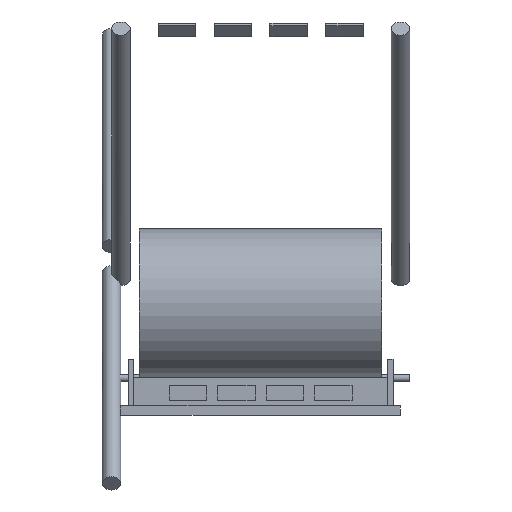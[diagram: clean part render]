
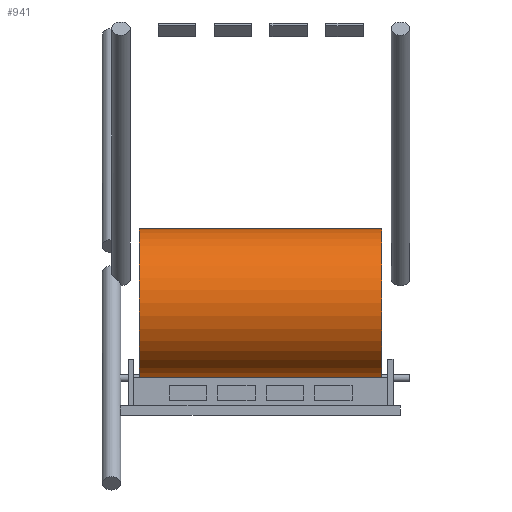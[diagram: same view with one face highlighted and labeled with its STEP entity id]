
A CAD part, front view. The second image highlights one B-rep face of the part: STEP entity #941.
In plain terms, the highlighted cylindrical face has radius 40 mm (diameter 80 mm), a full revolution.
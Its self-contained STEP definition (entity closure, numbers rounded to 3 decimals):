
#941 = ADVANCED_FACE('',(#942),#956,.T.);
#942 = FACE_BOUND('',#943,.F.);
#943 = EDGE_LOOP('',(#944,#974,#1001,#1002));
#944 = ORIENTED_EDGE('',*,*,#945,.T.);
#945 = EDGE_CURVE('',#946,#948,#950,.T.);
#946 = VERTEX_POINT('',#947);
#947 = CARTESIAN_POINT('',(-65.,40.,55.));
#948 = VERTEX_POINT('',#949);
#949 = CARTESIAN_POINT('',(65.,40.,55.));
#950 = SEAM_CURVE('',#951,(#955,#967),.PCURVE_S1.);
#951 = LINE('',#952,#953);
#952 = CARTESIAN_POINT('',(-65.,40.,55.));
#953 = VECTOR('',#954,1.);
#954 = DIRECTION('',(1.,0.,0.));
#955 = PCURVE('',#956,#961);
#956 = CYLINDRICAL_SURFACE('',#957,40.);
#957 = AXIS2_PLACEMENT_3D('',#958,#959,#960);
#958 = CARTESIAN_POINT('',(-65.,0.,55.));
#959 = DIRECTION('',(-1.,-0.,-0.));
#960 = DIRECTION('',(0.,1.,0.));
#961 = DEFINITIONAL_REPRESENTATION('',(#962),#966);
#962 = LINE('',#963,#964);
#963 = CARTESIAN_POINT('',(-0.,0.));
#964 = VECTOR('',#965,1.);
#965 = DIRECTION('',(-0.,-1.));
#966 = ( GEOMETRIC_REPRESENTATION_CONTEXT(2) 
PARAMETRIC_REPRESENTATION_CONTEXT() REPRESENTATION_CONTEXT('2D SPACE',''
  ) );
#967 = PCURVE('',#956,#968);
#968 = DEFINITIONAL_REPRESENTATION('',(#969),#973);
#969 = LINE('',#970,#971);
#970 = CARTESIAN_POINT('',(-6.283,0.));
#971 = VECTOR('',#972,1.);
#972 = DIRECTION('',(-0.,-1.));
#973 = ( GEOMETRIC_REPRESENTATION_CONTEXT(2) 
PARAMETRIC_REPRESENTATION_CONTEXT() REPRESENTATION_CONTEXT('2D SPACE',''
  ) );
#974 = ORIENTED_EDGE('',*,*,#975,.T.);
#975 = EDGE_CURVE('',#948,#948,#976,.T.);
#976 = SURFACE_CURVE('',#977,(#982,#989),.PCURVE_S1.);
#977 = CIRCLE('',#978,40.);
#978 = AXIS2_PLACEMENT_3D('',#979,#980,#981);
#979 = CARTESIAN_POINT('',(65.,0.,55.));
#980 = DIRECTION('',(1.,0.,0.));
#981 = DIRECTION('',(0.,1.,0.));
#982 = PCURVE('',#956,#983);
#983 = DEFINITIONAL_REPRESENTATION('',(#984),#988);
#984 = LINE('',#985,#986);
#985 = CARTESIAN_POINT('',(-0.,-130.));
#986 = VECTOR('',#987,1.);
#987 = DIRECTION('',(-1.,0.));
#988 = ( GEOMETRIC_REPRESENTATION_CONTEXT(2) 
PARAMETRIC_REPRESENTATION_CONTEXT() REPRESENTATION_CONTEXT('2D SPACE',''
  ) );
#989 = PCURVE('',#990,#995);
#990 = PLANE('',#991);
#991 = AXIS2_PLACEMENT_3D('',#992,#993,#994);
#992 = CARTESIAN_POINT('',(65.,0.,55.));
#993 = DIRECTION('',(1.,0.,0.));
#994 = DIRECTION('',(-0.,0.,1.));
#995 = DEFINITIONAL_REPRESENTATION('',(#996),#1000);
#996 = CIRCLE('',#997,40.);
#997 = AXIS2_PLACEMENT_2D('',#998,#999);
#998 = CARTESIAN_POINT('',(0.,0.));
#999 = DIRECTION('',(0.,-1.));
#1000 = ( GEOMETRIC_REPRESENTATION_CONTEXT(2) 
PARAMETRIC_REPRESENTATION_CONTEXT() REPRESENTATION_CONTEXT('2D SPACE',''
  ) );
#1001 = ORIENTED_EDGE('',*,*,#945,.F.);
#1002 = ORIENTED_EDGE('',*,*,#1003,.F.);
#1003 = EDGE_CURVE('',#946,#946,#1004,.T.);
#1004 = SURFACE_CURVE('',#1005,(#1010,#1017),.PCURVE_S1.);
#1005 = CIRCLE('',#1006,40.);
#1006 = AXIS2_PLACEMENT_3D('',#1007,#1008,#1009);
#1007 = CARTESIAN_POINT('',(-65.,0.,55.));
#1008 = DIRECTION('',(1.,0.,0.));
#1009 = DIRECTION('',(0.,1.,0.));
#1010 = PCURVE('',#956,#1011);
#1011 = DEFINITIONAL_REPRESENTATION('',(#1012),#1016);
#1012 = LINE('',#1013,#1014);
#1013 = CARTESIAN_POINT('',(-0.,0.));
#1014 = VECTOR('',#1015,1.);
#1015 = DIRECTION('',(-1.,0.));
#1016 = ( GEOMETRIC_REPRESENTATION_CONTEXT(2) 
PARAMETRIC_REPRESENTATION_CONTEXT() REPRESENTATION_CONTEXT('2D SPACE',''
  ) );
#1017 = PCURVE('',#1018,#1023);
#1018 = PLANE('',#1019);
#1019 = AXIS2_PLACEMENT_3D('',#1020,#1021,#1022);
#1020 = CARTESIAN_POINT('',(-65.,0.,55.));
#1021 = DIRECTION('',(1.,0.,0.));
#1022 = DIRECTION('',(-0.,0.,1.));
#1023 = DEFINITIONAL_REPRESENTATION('',(#1024),#1028);
#1024 = CIRCLE('',#1025,40.);
#1025 = AXIS2_PLACEMENT_2D('',#1026,#1027);
#1026 = CARTESIAN_POINT('',(0.,0.));
#1027 = DIRECTION('',(0.,-1.));
#1028 = ( GEOMETRIC_REPRESENTATION_CONTEXT(2) 
PARAMETRIC_REPRESENTATION_CONTEXT() REPRESENTATION_CONTEXT('2D SPACE',''
  ) );
